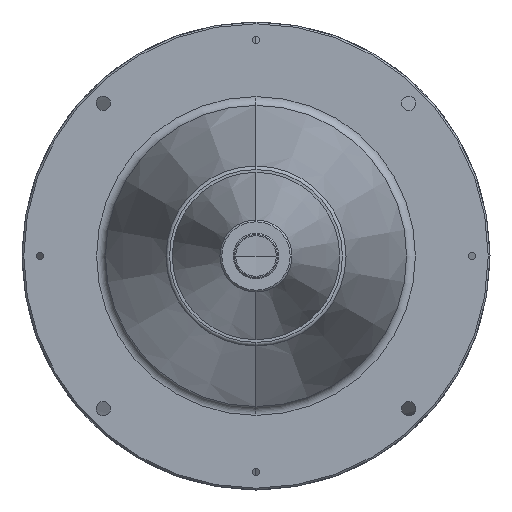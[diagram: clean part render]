
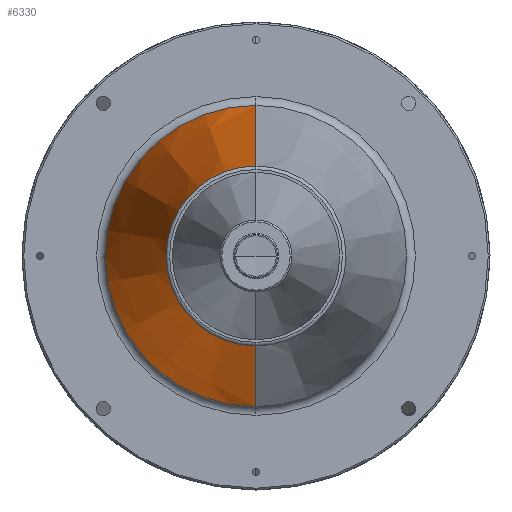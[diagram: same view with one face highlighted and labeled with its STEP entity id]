
A CAD part, left-side view. The second image highlights one B-rep face of the part: STEP entity #6330.
In plain terms, the highlighted conical face has half-angle 13.358 degrees and reference radius 50 mm.
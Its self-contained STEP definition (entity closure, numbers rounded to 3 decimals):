
#42 = CARTESIAN_POINT ( 'NONE',  ( 363.985, 0., 83.675 ) ) ;
#179 = DIRECTION ( 'NONE',  ( 0., 0., 1. ) ) ;
#197 = CARTESIAN_POINT ( 'NONE',  ( 222.174, 0., 50. ) ) ;
#306 = VERTEX_POINT ( 'NONE', #7454 ) ;
#548 = DIRECTION ( 'NONE',  ( 0., 0., -1. ) ) ;
#614 = VECTOR ( 'NONE', #5459, 1000. ) ;
#633 = CARTESIAN_POINT ( 'NONE',  ( 222.174, 0., -50. ) ) ;
#1051 = ORIENTED_EDGE ( 'NONE', *, *, #5260, .F. ) ;
#1235 = VERTEX_POINT ( 'NONE', #197 ) ;
#1452 = AXIS2_PLACEMENT_3D ( 'NONE', #5536, #1907, #6159 ) ;
#1524 = EDGE_LOOP ( 'NONE', ( #1051, #7045, #6213, #4750 ) ) ;
#1557 = EDGE_CURVE ( 'NONE', #4189, #6368, #3519, .T. ) ;
#1781 = CONICAL_SURFACE ( 'NONE', #5425, 50., 0.233 ) ;
#1907 = DIRECTION ( 'NONE',  ( -1., 0., 0. ) ) ;
#3030 = LINE ( 'NONE', #633, #7695 ) ;
#3519 = CIRCLE ( 'NONE', #5609, 83.675 ) ;
#3800 = DIRECTION ( 'NONE',  ( -1., 0., 0. ) ) ;
#4166 = CARTESIAN_POINT ( 'NONE',  ( 222.174, 0., 0. ) ) ;
#4169 = CIRCLE ( 'NONE', #1452, 50. ) ;
#4189 = VERTEX_POINT ( 'NONE', #42 ) ;
#4619 = EDGE_CURVE ( 'NONE', #306, #6368, #3030, .T. ) ;
#4750 = ORIENTED_EDGE ( 'NONE', *, *, #4619, .F. ) ;
#4822 = CARTESIAN_POINT ( 'NONE',  ( 363.985, 0., -83.675 ) ) ;
#5260 = EDGE_CURVE ( 'NONE', #1235, #306, #4169, .T. ) ;
#5361 = DIRECTION ( 'NONE',  ( 1., 0., 0. ) ) ;
#5425 = AXIS2_PLACEMENT_3D ( 'NONE', #4166, #5361, #548 ) ;
#5459 = DIRECTION ( 'NONE',  ( 0.973, 0., 0.231 ) ) ;
#5536 = CARTESIAN_POINT ( 'NONE',  ( 222.174, 0., 0. ) ) ;
#5609 = AXIS2_PLACEMENT_3D ( 'NONE', #7436, #3800, #179 ) ;
#6159 = DIRECTION ( 'NONE',  ( 0., 0., 1. ) ) ;
#6213 = ORIENTED_EDGE ( 'NONE', *, *, #1557, .T. ) ;
#6330 = ADVANCED_FACE ( 'NONE', ( #7181 ), #1781, .T. ) ;
#6368 = VERTEX_POINT ( 'NONE', #4822 ) ;
#6691 = DIRECTION ( 'NONE',  ( 0.973, 0., -0.231 ) ) ;
#7045 = ORIENTED_EDGE ( 'NONE', *, *, #7563, .T. ) ;
#7060 = LINE ( 'NONE', #7264, #614 ) ;
#7181 = FACE_OUTER_BOUND ( 'NONE', #1524, .T. ) ;
#7264 = CARTESIAN_POINT ( 'NONE',  ( 222.174, 0., 50. ) ) ;
#7436 = CARTESIAN_POINT ( 'NONE',  ( 363.985, 0., 0. ) ) ;
#7454 = CARTESIAN_POINT ( 'NONE',  ( 222.174, 0., -50. ) ) ;
#7563 = EDGE_CURVE ( 'NONE', #1235, #4189, #7060, .T. ) ;
#7695 = VECTOR ( 'NONE', #6691, 1000. ) ;
